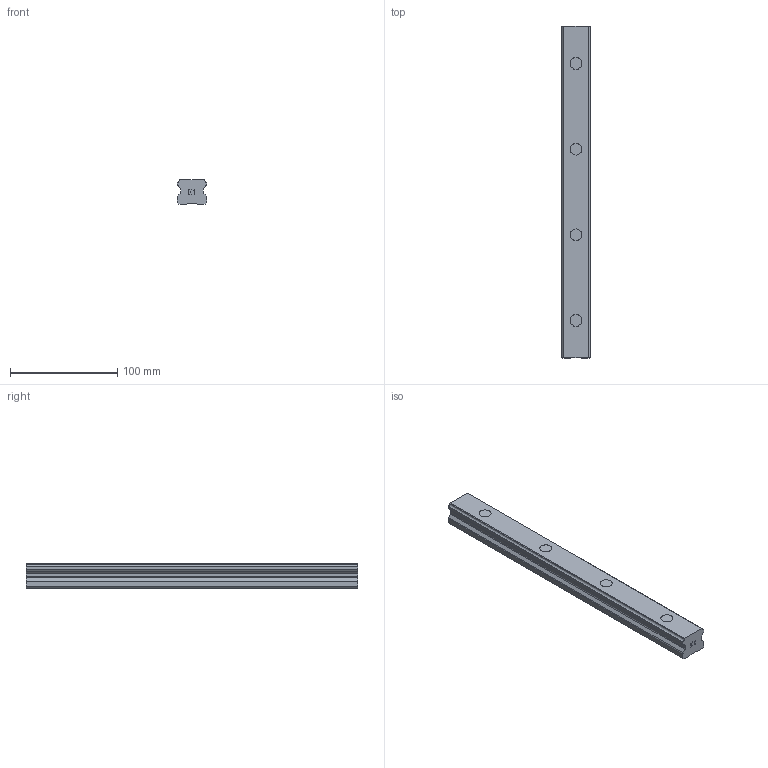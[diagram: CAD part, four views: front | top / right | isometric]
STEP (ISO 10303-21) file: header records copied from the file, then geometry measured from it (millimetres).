
FILE_DESCRIPTION(('STEP AP214'),'1');
FILE_NAME('cctmp_80272797-954E-42C8-A8B6-7AF3B166EF43_2021_02_12_10_17_45_0864..stp','2021-02-12T09:17:45',('HIWIN GmbH'),('CADClick - www.CADClick.com'),'Spatial InterOp 3D',' ','unknown authorization');
FILE_SCHEMA(('AUTOMOTIVE_DESIGN'));
Length unit declared in the file: millimetre
Products named in the file (1): EGR30R310C_FILE
Bounding box: 28 x 310 x 23 mm (x, y, z)
Volume: 173151.7 mm3; surface area: 35921.7 mm2
Topology: 1 solids, 1 shells, 139 faces, 363 edges, 242 vertices
Faces by surface type: plane 97, cylinder 42
Entity records: 5397 total; most frequent: CARTESIAN_POINT 745, DIRECTION 727, ORIENTED_EDGE 726, EDGE_CURVE 363, LINE 279, VECTOR 279, VERTEX_POINT 242, AXIS2_PLACEMENT_3D 224
